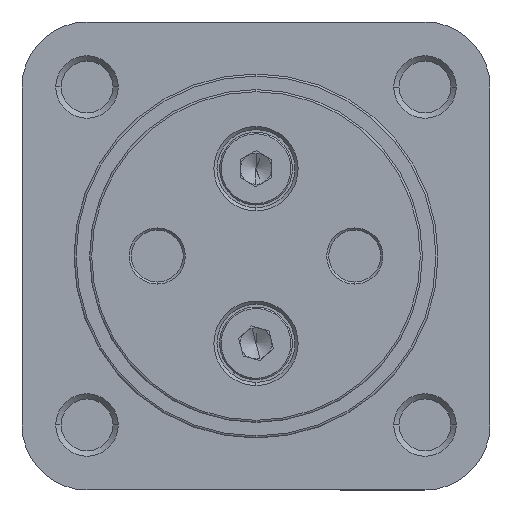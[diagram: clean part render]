
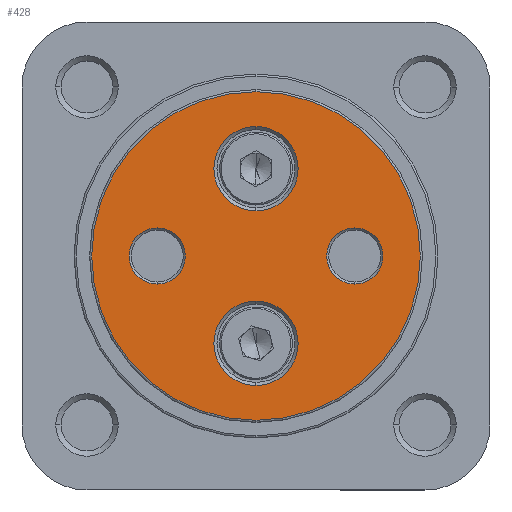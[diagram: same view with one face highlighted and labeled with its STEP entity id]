
A CAD part, left-side view. The second image highlights one B-rep face of the part: STEP entity #428.
In plain terms, the highlighted planar face has unit normal (-1, 0, 0).
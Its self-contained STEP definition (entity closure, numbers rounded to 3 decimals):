
#428 = ADVANCED_FACE ( 'NONE', ( #4071, #4077, #4079, #4081, #4070 ), #7673, .F. ) ;
#959 = EDGE_CURVE ( 'NONE', #3619, #3598, #6142, .T. ) ;
#963 = EDGE_CURVE ( 'NONE', #3624, #3599, #6146, .T. ) ;
#979 = EDGE_CURVE ( 'NONE', #3403, #3592, #6167, .T. ) ;
#1000 = EDGE_CURVE ( 'NONE', #3792, #3613, #6199, .T. ) ;
#1004 = EDGE_CURVE ( 'NONE', #3585, #3629, #6205, .T. ) ;
#1046 = EDGE_CURVE ( 'NONE', #3629, #3585, #6269, .T. ) ;
#1052 = EDGE_CURVE ( 'NONE', #3613, #3792, #6275, .T. ) ;
#1053 = EDGE_CURVE ( 'NONE', #3598, #3619, #6276, .T. ) ;
#1057 = EDGE_CURVE ( 'NONE', #3599, #3624, #6280, .T. ) ;
#1058 = EDGE_CURVE ( 'NONE', #3592, #3403, #6281, .T. ) ;
#1229 = AXIS2_PLACEMENT_3D ( 'NONE', #5608, #5609, #5610 ) ;
#1231 = AXIS2_PLACEMENT_3D ( 'NONE', #5618, #5619, #5620 ) ;
#1265 = AXIS2_PLACEMENT_3D ( 'NONE', #5713, #5720, #5721 ) ;
#1277 = AXIS2_PLACEMENT_3D ( 'NONE', #5731, #5738, #5739 ) ;
#1279 = AXIS2_PLACEMENT_3D ( 'NONE', #5734, #5741, #5742 ) ;
#1287 = AXIS2_PLACEMENT_3D ( 'NONE', #5746, #5753, #5754 ) ;
#1289 = AXIS2_PLACEMENT_3D ( 'NONE', #5749, #5756, #5757 ) ;
#1526 = AXIS2_PLACEMENT_3D ( 'NONE', #7652, #7676, #7677 ) ;
#1751 = AXIS2_PLACEMENT_3D ( 'NONE', #5500, #5501, #5502 ) ;
#1752 = AXIS2_PLACEMENT_3D ( 'NONE', #5511, #5512, #5513 ) ;
#1767 = AXIS2_PLACEMENT_3D ( 'NONE', #5556, #5557, #5558 ) ;
#2263 = EDGE_LOOP ( 'NONE', ( #2550, #2549 ) ) ;
#2264 = EDGE_LOOP ( 'NONE', ( #2552, #2551 ) ) ;
#2265 = EDGE_LOOP ( 'NONE', ( #2556, #2555 ) ) ;
#2267 = EDGE_LOOP ( 'NONE', ( #2558, #2557 ) ) ;
#2276 = EDGE_LOOP ( 'NONE', ( #2554, #2553 ) ) ;
#2549 = ORIENTED_EDGE ( 'NONE', *, *, #1052, .T. ) ;
#2550 = ORIENTED_EDGE ( 'NONE', *, *, #1000, .T. ) ;
#2551 = ORIENTED_EDGE ( 'NONE', *, *, #1046, .T. ) ;
#2552 = ORIENTED_EDGE ( 'NONE', *, *, #1004, .T. ) ;
#2553 = ORIENTED_EDGE ( 'NONE', *, *, #1053, .T. ) ;
#2554 = ORIENTED_EDGE ( 'NONE', *, *, #959, .T. ) ;
#2555 = ORIENTED_EDGE ( 'NONE', *, *, #1058, .T. ) ;
#2556 = ORIENTED_EDGE ( 'NONE', *, *, #979, .T. ) ;
#2557 = ORIENTED_EDGE ( 'NONE', *, *, #963, .T. ) ;
#2558 = ORIENTED_EDGE ( 'NONE', *, *, #1057, .T. ) ;
#2736 = CARTESIAN_POINT ( 'NONE',  ( 0., -9.5, 2.7 ) ) ;
#2749 = CARTESIAN_POINT ( 'NONE',  ( 0., 0., -12.45 ) ) ;
#2760 = CARTESIAN_POINT ( 'NONE',  ( 0., 0., 4.35 ) ) ;
#2762 = CARTESIAN_POINT ( 'NONE',  ( 0., 0., -15.8 ) ) ;
#2788 = CARTESIAN_POINT ( 'NONE',  ( 0., 9.5, -2.7 ) ) ;
#2799 = CARTESIAN_POINT ( 'NONE',  ( 0., 0., 12.45 ) ) ;
#2808 = CARTESIAN_POINT ( 'NONE',  ( 0., 0., 15.8 ) ) ;
#2817 = CARTESIAN_POINT ( 'NONE',  ( 0., -9.5, -2.7 ) ) ;
#3039 = CARTESIAN_POINT ( 'NONE',  ( 0., 9.5, 2.7 ) ) ;
#3403 = VERTEX_POINT ( 'NONE', #5940 ) ;
#3585 = VERTEX_POINT ( 'NONE', #2736 ) ;
#3592 = VERTEX_POINT ( 'NONE', #2749 ) ;
#3598 = VERTEX_POINT ( 'NONE', #2760 ) ;
#3599 = VERTEX_POINT ( 'NONE', #2762 ) ;
#3613 = VERTEX_POINT ( 'NONE', #2788 ) ;
#3619 = VERTEX_POINT ( 'NONE', #2799 ) ;
#3624 = VERTEX_POINT ( 'NONE', #2808 ) ;
#3629 = VERTEX_POINT ( 'NONE', #2817 ) ;
#3792 = VERTEX_POINT ( 'NONE', #3039 ) ;
#4070 = FACE_BOUND ( 'NONE', #2263, .T. ) ;
#4071 = FACE_OUTER_BOUND ( 'NONE', #2267, .T. ) ;
#4077 = FACE_BOUND ( 'NONE', #2265, .T. ) ;
#4079 = FACE_BOUND ( 'NONE', #2276, .T. ) ;
#4081 = FACE_BOUND ( 'NONE', #2264, .T. ) ;
#5500 = CARTESIAN_POINT ( 'NONE',  ( 0., 0., 8.4 ) ) ;
#5501 = DIRECTION ( 'NONE',  ( 1., 0., 0. ) ) ;
#5502 = DIRECTION ( 'NONE',  ( 0., 0., -1. ) ) ;
#5511 = CARTESIAN_POINT ( 'NONE',  ( 0., 0., 0. ) ) ;
#5512 = DIRECTION ( 'NONE',  ( -1., 0., 0. ) ) ;
#5513 = DIRECTION ( 'NONE',  ( 0., 0., -1. ) ) ;
#5556 = CARTESIAN_POINT ( 'NONE',  ( 0., 0., -8.4 ) ) ;
#5557 = DIRECTION ( 'NONE',  ( 1., 0., 0. ) ) ;
#5558 = DIRECTION ( 'NONE',  ( 0., 0., -1. ) ) ;
#5608 = CARTESIAN_POINT ( 'NONE',  ( 0., 9.5, 0. ) ) ;
#5609 = DIRECTION ( 'NONE',  ( 1., 0., 0. ) ) ;
#5610 = DIRECTION ( 'NONE',  ( 0., 0., -1. ) ) ;
#5618 = CARTESIAN_POINT ( 'NONE',  ( 0., -9.5, 0. ) ) ;
#5619 = DIRECTION ( 'NONE',  ( 1., 0., 0. ) ) ;
#5620 = DIRECTION ( 'NONE',  ( 0., 0., -1. ) ) ;
#5713 = CARTESIAN_POINT ( 'NONE',  ( 0., -9.5, 0. ) ) ;
#5720 = DIRECTION ( 'NONE',  ( 1., 0., 0. ) ) ;
#5721 = DIRECTION ( 'NONE',  ( 0., 0., -1. ) ) ;
#5731 = CARTESIAN_POINT ( 'NONE',  ( 0., 9.5, 0. ) ) ;
#5734 = CARTESIAN_POINT ( 'NONE',  ( 0., 0., 8.4 ) ) ;
#5738 = DIRECTION ( 'NONE',  ( 1., 0., 0. ) ) ;
#5739 = DIRECTION ( 'NONE',  ( 0., 0., -1. ) ) ;
#5741 = DIRECTION ( 'NONE',  ( 1., 0., 0. ) ) ;
#5742 = DIRECTION ( 'NONE',  ( 0., 0., -1. ) ) ;
#5746 = CARTESIAN_POINT ( 'NONE',  ( 0., 0., 0. ) ) ;
#5749 = CARTESIAN_POINT ( 'NONE',  ( 0., 0., -8.4 ) ) ;
#5753 = DIRECTION ( 'NONE',  ( -1., 0., 0. ) ) ;
#5754 = DIRECTION ( 'NONE',  ( 0., 0., -1. ) ) ;
#5756 = DIRECTION ( 'NONE',  ( 1., 0., 0. ) ) ;
#5757 = DIRECTION ( 'NONE',  ( 0., 0., -1. ) ) ;
#5940 = CARTESIAN_POINT ( 'NONE',  ( 0., 0., -4.35 ) ) ;
#6142 = CIRCLE ( 'NONE', #1751, 4.05 ) ;
#6146 = CIRCLE ( 'NONE', #1752, 15.8 ) ;
#6167 = CIRCLE ( 'NONE', #1767, 4.05 ) ;
#6199 = CIRCLE ( 'NONE', #1229, 2.7 ) ;
#6205 = CIRCLE ( 'NONE', #1231, 2.7 ) ;
#6269 = CIRCLE ( 'NONE', #1265, 2.7 ) ;
#6275 = CIRCLE ( 'NONE', #1277, 2.7 ) ;
#6276 = CIRCLE ( 'NONE', #1279, 4.05 ) ;
#6280 = CIRCLE ( 'NONE', #1287, 15.8 ) ;
#6281 = CIRCLE ( 'NONE', #1289, 4.05 ) ;
#7652 = CARTESIAN_POINT ( 'NONE',  ( 0., 0., 0. ) ) ;
#7673 = PLANE ( 'NONE',  #1526 ) ;
#7676 = DIRECTION ( 'NONE',  ( 1., 0., 0. ) ) ;
#7677 = DIRECTION ( 'NONE',  ( 0., 0., -1. ) ) ;
